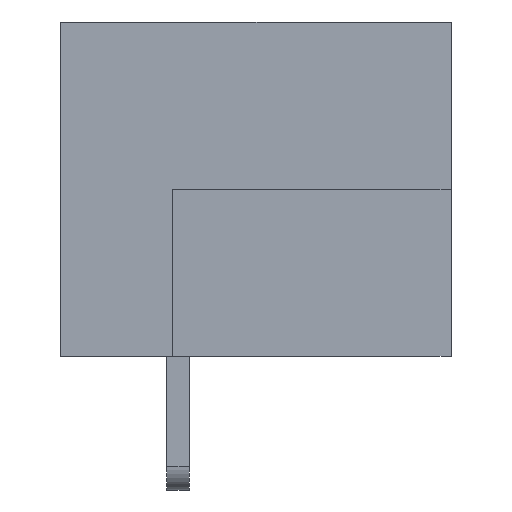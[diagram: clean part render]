
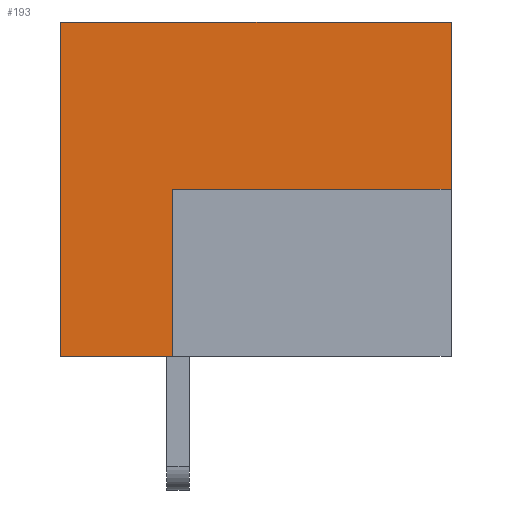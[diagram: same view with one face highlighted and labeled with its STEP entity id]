
A CAD part, left-side view. The second image highlights one B-rep face of the part: STEP entity #193.
In plain terms, the highlighted planar face has unit normal (-1, 0, 0).
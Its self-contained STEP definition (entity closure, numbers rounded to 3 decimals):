
#193 = ADVANCED_FACE( '', ( #965 ), #966, .F. );
#965 = FACE_OUTER_BOUND( '', #5715, .T. );
#966 = PLANE( '', #5716 );
#5715 = EDGE_LOOP( '', ( #12748, #12749, #12750, #12751, #12752, #12753 ) );
#5716 = AXIS2_PLACEMENT_3D( '', #12754, #12755, #12756 );
#12748 = ORIENTED_EDGE( '', *, *, #17196, .F. );
#12749 = ORIENTED_EDGE( '', *, *, #17193, .T. );
#12750 = ORIENTED_EDGE( '', *, *, #17197, .T. );
#12751 = ORIENTED_EDGE( '', *, *, #17198, .F. );
#12752 = ORIENTED_EDGE( '', *, *, #17199, .F. );
#12753 = ORIENTED_EDGE( '', *, *, #17187, .T. );
#12754 = CARTESIAN_POINT( '', ( -4.3, 14., 6. ) );
#12755 = DIRECTION( '', ( 1., 0., 0. ) );
#12756 = DIRECTION( '', ( 0., 0., -1. ) );
#17187 = EDGE_CURVE( '', #19528, #19526, #19529, .T. );
#17193 = EDGE_CURVE( '', #19538, #19536, #19539, .T. );
#17196 = EDGE_CURVE( '', #19538, #19526, #19542, .T. );
#17197 = EDGE_CURVE( '', #19536, #19543, #19544, .T. );
#17198 = EDGE_CURVE( '', #19545, #19543, #19546, .T. );
#17199 = EDGE_CURVE( '', #19528, #19545, #19547, .T. );
#19526 = VERTEX_POINT( '', #23931 );
#19528 = VERTEX_POINT( '', #23934 );
#19529 = LINE( '', #23935, #23936 );
#19536 = VERTEX_POINT( '', #23947 );
#19538 = VERTEX_POINT( '', #23950 );
#19539 = LINE( '', #23951, #23952 );
#19542 = LINE( '', #23957, #23958 );
#19543 = VERTEX_POINT( '', #23959 );
#19544 = LINE( '', #23960, #23961 );
#19545 = VERTEX_POINT( '', #23962 );
#19546 = LINE( '', #23963, #23964 );
#19547 = LINE( '', #23965, #23966 );
#23931 = CARTESIAN_POINT( '', ( -4.3, 10., -6. ) );
#23934 = CARTESIAN_POINT( '', ( -4.3, 14., -6. ) );
#23935 = CARTESIAN_POINT( '', ( -4.3, 14., -6. ) );
#23936 = VECTOR( '', #27672, 1000. );
#23947 = CARTESIAN_POINT( '', ( -4.3, 0., 0. ) );
#23950 = CARTESIAN_POINT( '', ( -4.3, 10., 0. ) );
#23951 = CARTESIAN_POINT( '', ( -4.3, 10., 0. ) );
#23952 = VECTOR( '', #27678, 1000. );
#23957 = CARTESIAN_POINT( '', ( -4.3, 10., 0. ) );
#23958 = VECTOR( '', #27681, 1000. );
#23959 = CARTESIAN_POINT( '', ( -4.3, 0., 6. ) );
#23960 = CARTESIAN_POINT( '', ( -4.3, 0., 6. ) );
#23961 = VECTOR( '', #27682, 1000. );
#23962 = CARTESIAN_POINT( '', ( -4.3, 14., 6. ) );
#23963 = CARTESIAN_POINT( '', ( -4.3, 14., 6. ) );
#23964 = VECTOR( '', #27683, 1000. );
#23965 = CARTESIAN_POINT( '', ( -4.3, 14., 6. ) );
#23966 = VECTOR( '', #27684, 1000. );
#27672 = DIRECTION( '', ( 0., -1., 0. ) );
#27678 = DIRECTION( '', ( 0., -1., 0. ) );
#27681 = DIRECTION( '', ( 0., 0., -1. ) );
#27682 = DIRECTION( '', ( 0., 0., 1. ) );
#27683 = DIRECTION( '', ( 0., -1., 0. ) );
#27684 = DIRECTION( '', ( 0., 0., 1. ) );
